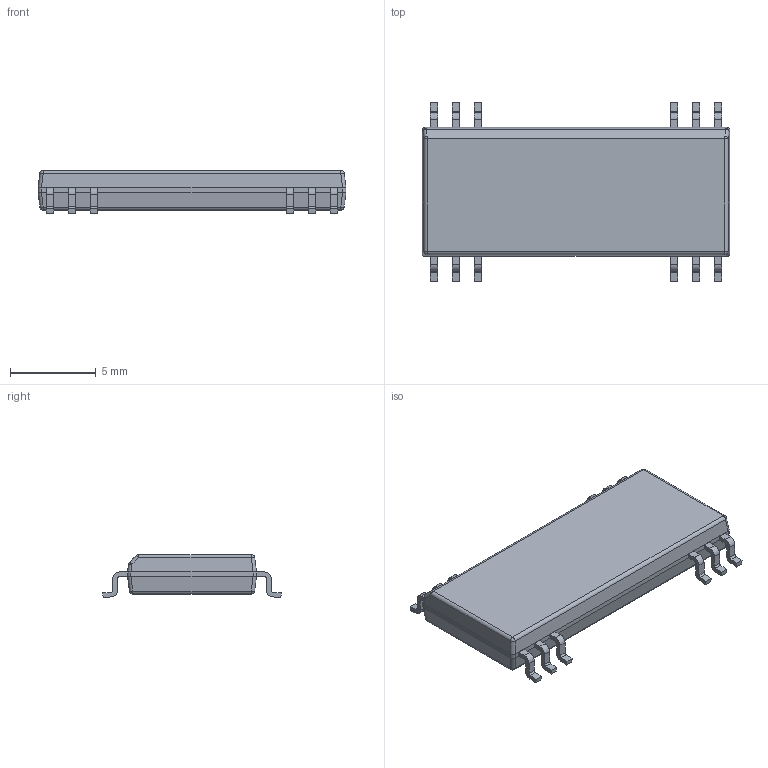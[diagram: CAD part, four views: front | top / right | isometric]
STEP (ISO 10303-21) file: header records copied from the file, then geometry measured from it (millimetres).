
FILE_DESCRIPTION((''),'2;1');
FILE_NAME('DVB0012A_ASM','2015-10-23T',('a0412025'),(''),'PRO/ENGINEER BY PARAMETRIC TECHNOLOGY CORPORATION, 2011490','PRO/ENGINEER BY PARAMETRIC TECHNOLOGY CORPORATION, 2011490','');
FILE_SCHEMA(('AUTOMOTIVE_DESIGN_CC2 { 1 2 10303 214 -1 1 5 2 }'));
Length unit declared in the file: millimetre
Products named in the file (20): BODY-SO_AF0; LEAD-SO; LEAD-SO_AF0; LEAD-SO_AF1; LEAD-SO_AF2; LEAD-SO_AF3; LEAD-SO_AF4; LEAD-SO_AF5; LEAD-SO_AF6; LEAD-SO_AF7; LEAD-SO_AF8; LEAD-SO_AF9; LEAD-SO_AF10; LEAD-SO_AF11; LEAD-SO_AF12; LEAD-SO_AF13; LEAD-SO_AF14; LEAD-SO_AF15; PIN1-ID; DVB0012A_ASM
Assembly tree (30 placements, depth 2):
  DVB0012A_ASM
    BODY-SO_AF0
    LEAD-SO  x12
    LEAD-SO_AF0
    LEAD-SO_AF1
    LEAD-SO_AF2
    LEAD-SO_AF3
    LEAD-SO_AF4
    LEAD-SO_AF5
    LEAD-SO_AF6
    LEAD-SO_AF7
    LEAD-SO_AF8
    LEAD-SO_AF9
    LEAD-SO_AF10
    LEAD-SO_AF11
    LEAD-SO_AF12
    LEAD-SO_AF13
    LEAD-SO_AF14
    LEAD-SO_AF15
    PIN1-ID
Bounding box: 17.9 x 10.37 x 2.5 mm (x, y, z)
Volume: 303.1 mm3; surface area: 404.7 mm2
Topology: 13 solids, 13 shells, 224 faces, 548 edges, 350 vertices
Faces by surface type: plane 143, cylinder 71, sphere 10
Entity records: 3181 total; most frequent: CARTESIAN_POINT 718, DIRECTION 398, ORIENTED_EDGE 304, AXIS2_PLACEMENT_3D 158, PRESENTATION_STYLE_ASSIGNMENT 154, STYLED_ITEM 154, CURVE_STYLE 152, EDGE_CURVE 152
